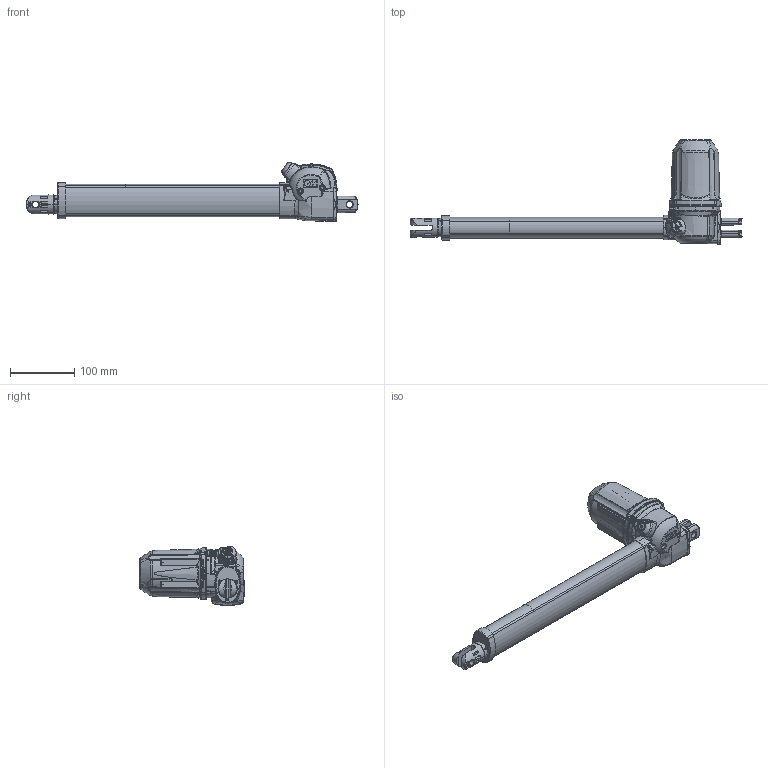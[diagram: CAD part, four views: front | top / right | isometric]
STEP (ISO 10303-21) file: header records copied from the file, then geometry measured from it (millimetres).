
FILE_DESCRIPTION (( 'STEP AP203' ), '1' );
FILE_NAME ('DS10 with long gear clevis.STEP', '2019-07-10T09:59:18', ( '' ), ( '' ), 'SwSTEP 2.0', 'SolidWorks 2018', '' );
FILE_SCHEMA (( 'CONFIG_CONTROL_DESIGN' ));
Length unit declared in the file: millimetre
Products named in the file (1): DS10 with  long gear clevis
Bounding box: 517.53 x 163.39 x 91.35 mm (x, y, z)
Volume: 791461.1 mm3; surface area: 239492.7 mm2
Topology: 10 solids, 10 shells, 6232 faces, 16004 edges, 10035 vertices
Faces by surface type: bspline 2267, plane 2072, cylinder 714, cone 684, torus 363, sphere 132
Entity records: 305224 total; most frequent: CARTESIAN_POINT 173341, ORIENTED_EDGE 31802, DIRECTION 20615, EDGE_CURVE 15901, VERTEX_POINT 10029, AXIS2_PLACEMENT_3D 7241, EDGE_LOOP 6628, ADVANCED_FACE 6232
